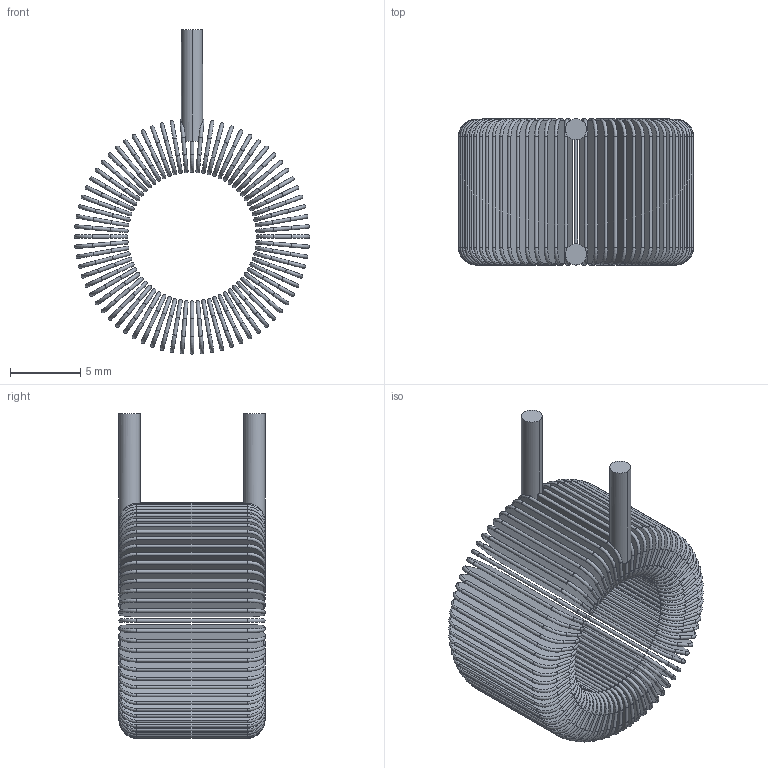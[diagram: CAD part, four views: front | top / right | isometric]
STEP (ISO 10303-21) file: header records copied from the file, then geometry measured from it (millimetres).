
FILE_DESCRIPTION((''),'2;1');
FILE_NAME('2000-R3-V-RC','2012-08-10T',('ryans'),('Bourns, Inc.'),'PRO/ENGINEER BY PARAMETRIC TECHNOLOGY CORPORATION, 2010100','PRO/ENGINEER BY PARAMETRIC TECHNOLOGY CORPORATION, 2010100','');
FILE_SCHEMA(('CONFIG_CONTROL_DESIGN'));
Length unit declared in the file: inch
Products named in the file (1): 2000-R3-V-RC
Bounding box: 16.74 x 10.39 x 23.09 mm (x, y, z)
Volume: 711.6 mm3; surface area: 5830.8 mm2
Topology: 70 solids, 70 shells, 736 faces, 1784 edges, 1188 vertices
Faces by surface type: cylinder 296, torus 286, plane 154
Entity records: 22242 total; most frequent: DIRECTION 4404, CARTESIAN_POINT 3876, ORIENTED_EDGE 3568, AXIS2_PLACEMENT_3D 1904, EDGE_CURVE 1784, VERTEX_POINT 1188, CIRCLE 1168, EDGE_LOOP 740
